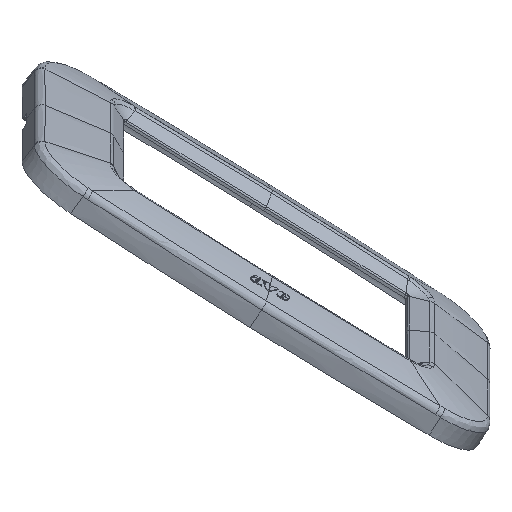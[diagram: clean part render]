
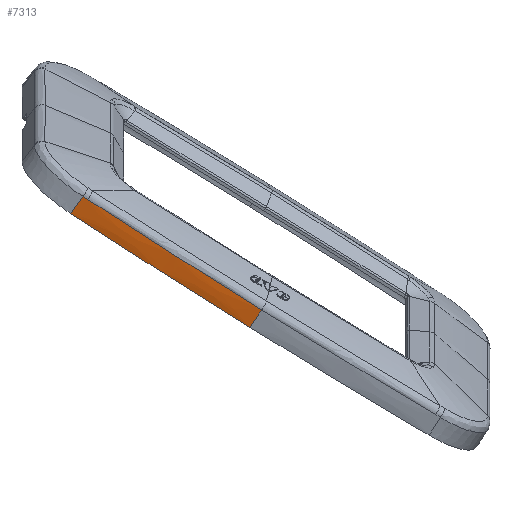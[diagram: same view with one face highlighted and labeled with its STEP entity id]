
A CAD part, front view. The second image highlights one B-rep face of the part: STEP entity #7313.
In plain terms, the highlighted free-form (B-spline) face has degree [9, 3] with [10, 4] control points.
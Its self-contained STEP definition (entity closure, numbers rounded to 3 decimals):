
#1826=CARTESIAN_POINT('Vertex',(0.,-39.831,4.832)) ;
#1830=CARTESIAN_POINT('Control Point',(0.,-39.831,4.832)) ;
#1831=CARTESIAN_POINT('Control Point',(0.,-39.888,3.221)) ;
#1832=CARTESIAN_POINT('Control Point',(0.,-39.944,1.611)) ;
#1833=CARTESIAN_POINT('Control Point',(0.,-40.,0.)) ;
#1834=CARTESIAN_POINT('Vertex',(0.,-40.,0.)) ;
#7229=CARTESIAN_POINT('Control Point',(0.,-39.78,6.3)) ;
#7230=CARTESIAN_POINT('Control Point',(0.,-39.853,4.2)) ;
#7231=CARTESIAN_POINT('Control Point',(0.,-39.927,2.1)) ;
#7232=CARTESIAN_POINT('Control Point',(0.,-40.,0.)) ;
#7233=CARTESIAN_POINT('Control Point',(-5.271,-39.78,6.3)) ;
#7234=CARTESIAN_POINT('Control Point',(-5.271,-39.853,4.2)) ;
#7235=CARTESIAN_POINT('Control Point',(-5.296,-39.927,2.1)) ;
#7236=CARTESIAN_POINT('Control Point',(-5.296,-40.,0.)) ;
#7237=CARTESIAN_POINT('Control Point',(-10.541,-39.728,6.3)) ;
#7238=CARTESIAN_POINT('Control Point',(-10.547,-39.801,4.2)) ;
#7239=CARTESIAN_POINT('Control Point',(-10.585,-39.875,2.1)) ;
#7240=CARTESIAN_POINT('Control Point',(-10.591,-39.947,0.)) ;
#7241=CARTESIAN_POINT('Control Point',(-15.811,-39.624,6.3)) ;
#7242=CARTESIAN_POINT('Control Point',(-15.828,-39.696,4.2)) ;
#7243=CARTESIAN_POINT('Control Point',(-15.869,-39.77,2.1)) ;
#7244=CARTESIAN_POINT('Control Point',(-15.886,-39.842,0.)) ;
#7245=CARTESIAN_POINT('Control Point',(-21.08,-39.467,6.3)) ;
#7246=CARTESIAN_POINT('Control Point',(-21.11,-39.538,4.2)) ;
#7247=CARTESIAN_POINT('Control Point',(-21.15,-39.613,2.1)) ;
#7248=CARTESIAN_POINT('Control Point',(-21.18,-39.685,0.)) ;
#7249=CARTESIAN_POINT('Control Point',(-26.347,-39.259,6.3)) ;
#7250=CARTESIAN_POINT('Control Point',(-26.392,-39.329,4.2)) ;
#7251=CARTESIAN_POINT('Control Point',(-26.428,-39.404,2.1)) ;
#7252=CARTESIAN_POINT('Control Point',(-26.472,-39.474,0.)) ;
#7253=CARTESIAN_POINT('Control Point',(-31.612,-38.998,6.3)) ;
#7254=CARTESIAN_POINT('Control Point',(-31.67,-39.067,4.2)) ;
#7255=CARTESIAN_POINT('Control Point',(-31.704,-39.142,2.1)) ;
#7256=CARTESIAN_POINT('Control Point',(-31.762,-39.211,0.)) ;
#7257=CARTESIAN_POINT('Control Point',(-36.874,-38.686,6.3)) ;
#7258=CARTESIAN_POINT('Control Point',(-36.942,-38.754,4.2)) ;
#7259=CARTESIAN_POINT('Control Point',(-36.98,-38.828,2.1)) ;
#7260=CARTESIAN_POINT('Control Point',(-37.049,-38.896,0.)) ;
#7261=CARTESIAN_POINT('Control Point',(-42.132,-38.322,6.3)) ;
#7262=CARTESIAN_POINT('Control Point',(-42.207,-38.389,4.2)) ;
#7263=CARTESIAN_POINT('Control Point',(-42.257,-38.461,2.1)) ;
#7264=CARTESIAN_POINT('Control Point',(-42.332,-38.528,0.)) ;
#7265=CARTESIAN_POINT('Control Point',(-47.386,-37.905,6.3)) ;
#7266=CARTESIAN_POINT('Control Point',(-47.461,-37.973,4.2)) ;
#7267=CARTESIAN_POINT('Control Point',(-47.536,-38.04,2.1)) ;
#7268=CARTESIAN_POINT('Control Point',(-47.611,-38.108,0.)) ;
#7270=CARTESIAN_POINT('Control Point',(-47.438,-37.952,4.854)) ;
#7271=CARTESIAN_POINT('Control Point',(-47.495,-38.004,3.236)) ;
#7272=CARTESIAN_POINT('Control Point',(-47.553,-38.056,1.618)) ;
#7273=CARTESIAN_POINT('Control Point',(-47.611,-38.108,0.)) ;
#7274=CARTESIAN_POINT('Vertex',(-47.438,-37.952,4.854)) ;
#7276=CARTESIAN_POINT('Vertex',(-47.611,-38.108,0.)) ;
#7280=CARTESIAN_POINT('Control Point',(-47.611,-38.108,0.)) ;
#7281=CARTESIAN_POINT('Control Point',(-42.332,-38.528,0.)) ;
#7282=CARTESIAN_POINT('Control Point',(-37.049,-38.896,0.)) ;
#7283=CARTESIAN_POINT('Control Point',(-31.762,-39.211,0.)) ;
#7284=CARTESIAN_POINT('Control Point',(-26.472,-39.474,0.)) ;
#7285=CARTESIAN_POINT('Control Point',(-21.18,-39.685,0.)) ;
#7286=CARTESIAN_POINT('Control Point',(-15.886,-39.842,0.)) ;
#7287=CARTESIAN_POINT('Control Point',(-10.591,-39.947,0.)) ;
#7288=CARTESIAN_POINT('Control Point',(-5.296,-40.,0.)) ;
#7289=CARTESIAN_POINT('Control Point',(0.,-40.,0.)) ;
#7292=CARTESIAN_POINT('Control Point',(0.,-39.831,4.832)) ;
#7293=CARTESIAN_POINT('Control Point',(-11.558,-39.831,4.832)) ;
#7294=CARTESIAN_POINT('Control Point',(-23.126,-39.532,4.86)) ;
#7295=CARTESIAN_POINT('Control Point',(-34.683,-38.937,4.876)) ;
#7296=CARTESIAN_POINT('Control Point',(-46.207,-38.048,4.869)) ;
#7297=CARTESIAN_POINT('Vertex',(-46.207,-38.048,4.869)) ;
#7301=CARTESIAN_POINT('Control Point',(-46.207,-38.048,4.869)) ;
#7302=CARTESIAN_POINT('Control Point',(-46.619,-38.016,4.868)) ;
#7303=CARTESIAN_POINT('Control Point',(-47.031,-37.984,4.864)) ;
#7304=CARTESIAN_POINT('Control Point',(-47.438,-37.952,4.854)) ;
#7307=ORIENTED_EDGE('',*,*,#7278,.T.) ;
#7308=ORIENTED_EDGE('',*,*,#7290,.T.) ;
#7309=ORIENTED_EDGE('',*,*,#1836,.F.) ;
#7310=ORIENTED_EDGE('',*,*,#7299,.T.) ;
#7311=ORIENTED_EDGE('',*,*,#7305,.T.) ;
#7313=ADVANCED_FACE('Body.2 ( DR5610 - wsp *MASTER -  )',(#7312),#7228,.T.) ;
#1829=B_SPLINE_CURVE_WITH_KNOTS('',3,(#1830,#1831,#1832,#1833),.UNSPECIFIED.,.F.,.U.,(4,4),(0.,4.837),.UNSPECIFIED.) ;
#7269=B_SPLINE_CURVE_WITH_KNOTS('',3,(#7270,#7271,#7272,#7273),.UNSPECIFIED.,.F.,.U.,(4,4),(1.447,6.306),.UNSPECIFIED.) ;
#7279=B_SPLINE_CURVE_WITH_KNOTS('',9,(#7280,#7281,#7282,#7283,#7284,#7285,#7286,#7287,#7288,#7289),.UNSPECIFIED.,.F.,.U.,(10,10),(41.318,89.121),.UNSPECIFIED.) ;
#7291=B_SPLINE_CURVE_WITH_KNOTS('',4,(#7292,#7293,#7294,#7295,#7296),.UNSPECIFIED.,.F.,.U.,(5,5),(0.,46.257),.UNSPECIFIED.) ;
#7300=B_SPLINE_CURVE_WITH_KNOTS('',3,(#7301,#7302,#7303,#7304),.UNSPECIFIED.,.F.,.U.,(4,4),(46.257,47.498),.UNSPECIFIED.) ;
#7228=B_SPLINE_SURFACE_WITH_KNOTS('',9,3,((#7229,#7230,#7231,#7232),(#7233,#7234,#7235,#7236),(#7237,#7238,#7239,#7240),(#7241,#7242,#7243,#7244),(#7245,#7246,#7247,#7248),(#7249,#7250,#7251,#7252),(#7253,#7254,#7255,#7256),(#7257,#7258,#7259,#7260),(#7261,#7262,#7263,#7264),(#7265,#7266,#7267,#7268)),.UNSPECIFIED.,.F.,.F.,.U.,(10,10),(4,4),(0.,47.802),(0.,6.306),.UNSPECIFIED.) ;
#1836=EDGE_CURVE('',#1827,#1835,#1829,.T.) ;
#7278=EDGE_CURVE('',#7275,#7277,#7269,.T.) ;
#7290=EDGE_CURVE('',#7277,#1835,#7279,.T.) ;
#7299=EDGE_CURVE('',#1827,#7298,#7291,.T.) ;
#7305=EDGE_CURVE('',#7298,#7275,#7300,.T.) ;
#7306=EDGE_LOOP('',(#7307,#7308,#7309,#7310,#7311)) ;
#7312=FACE_OUTER_BOUND('',#7306,.T.) ;
#1827=VERTEX_POINT('',#1826) ;
#1835=VERTEX_POINT('',#1834) ;
#7275=VERTEX_POINT('',#7274) ;
#7277=VERTEX_POINT('',#7276) ;
#7298=VERTEX_POINT('',#7297) ;
